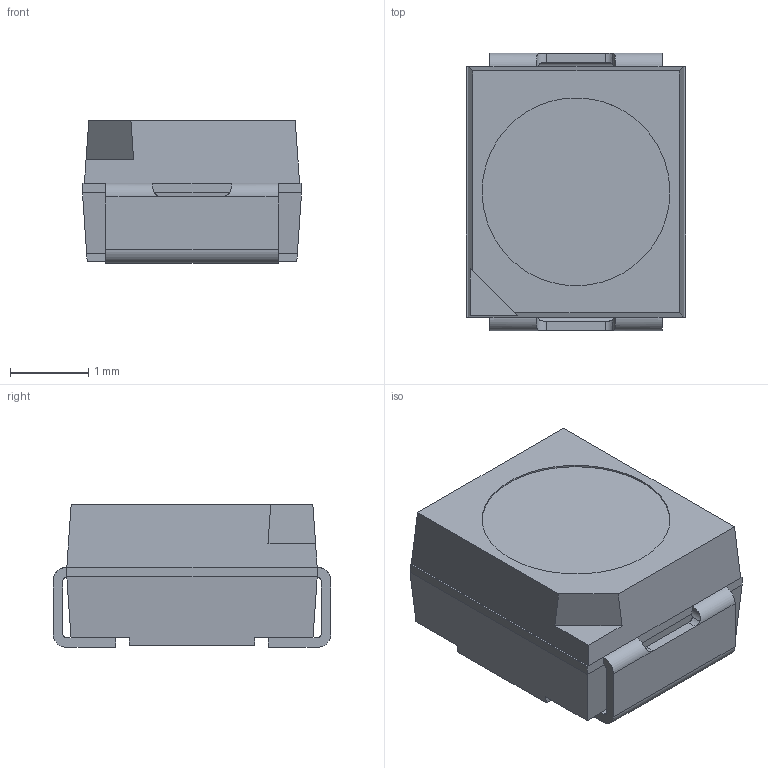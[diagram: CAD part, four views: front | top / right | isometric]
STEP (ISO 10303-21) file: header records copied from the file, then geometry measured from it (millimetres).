
FILE_DESCRIPTION (( 'STEP AP203' ), '1' );
FILE_NAME ('SFH_4257_20180622_geometry.STEP', '2018-06-22T03:24:00', ( '' ), ( '' ), 'SwSTEP 2.0', 'SolidWorks 2017', '' );
FILE_SCHEMA (( 'CONFIG_CONTROL_DESIGN' ));
Length unit declared in the file: millimetre
Products named in the file (1): SFH_4257_20180622_geometry
Bounding box: 2.8 x 3.55 x 1.82 mm (x, y, z)
Volume: 15.7 mm3; surface area: 47.8 mm2
Topology: 1 solids, 1 shells, 70 faces, 186 edges, 112 vertices
Faces by surface type: plane 48, cylinder 17, bspline 5
Entity records: 2608 total; most frequent: CARTESIAN_POINT 836, ORIENTED_EDGE 372, DIRECTION 324, EDGE_CURVE 186, LINE 140, VECTOR 140, VERTEX_POINT 112, AXIS2_PLACEMENT_3D 92
